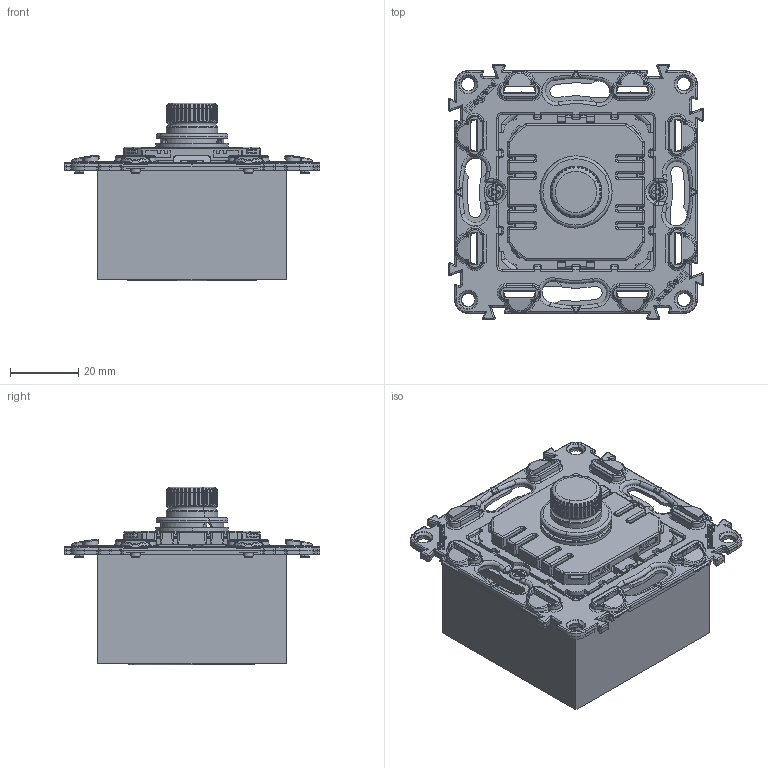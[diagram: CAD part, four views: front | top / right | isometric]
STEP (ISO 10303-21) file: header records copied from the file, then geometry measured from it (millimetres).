
FILE_DESCRIPTION(('CATIA V5 STEP Exchange','CAx-IF Rec.Pracs.--- Model Styling and Organization---1.4--- 2014-01-23'),'2;1');
FILE_NAME('752060_AllCATPart.stp','2020-02-13T09:34:19+00:00',('none'),('none'),'CATIA Version 5-6 Release 2017 SP3','CATIA V5 STEP AP214','none');
FILE_SCHEMA(('AUTOMOTIVE_DESIGN { 1 0 10303 214 1 1 1 1 }'));
Products named in the file (1): 752060_AllCATPart
Bounding box: 74.7 x 74.7 x 51.85 mm (x, y, z)
Volume: 111747 mm3; surface area: 29752.2 mm2
Topology: 3 solids, 4 shells, 6678 faces, 18929 edges, 12095 vertices
Faces by surface type: plane 4397, cylinder 1014, bspline 527, cone 298, torus 279, sphere 151, extrusion 12
Entity records: 243951 total; most frequent: CARTESIAN_POINT 79042, ORIENTED_EDGE 37484, DIRECTION 25592, EDGE_CURVE 18742, VECTOR 12873, LINE 12861, VERTEX_POINT 12095, AXIS2_PLACEMENT_3D 7418
